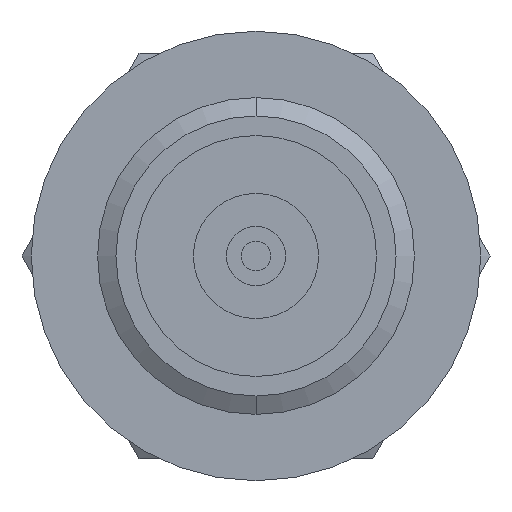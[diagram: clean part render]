
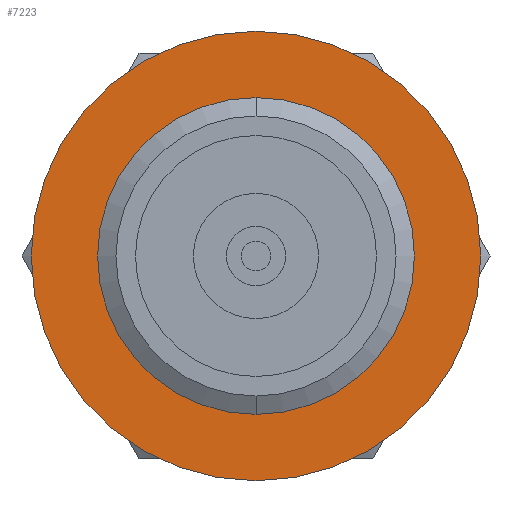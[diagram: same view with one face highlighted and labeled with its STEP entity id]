
A CAD part, front view. The second image highlights one B-rep face of the part: STEP entity #7223.
In plain terms, the highlighted planar face has unit normal (0, -1, 0).
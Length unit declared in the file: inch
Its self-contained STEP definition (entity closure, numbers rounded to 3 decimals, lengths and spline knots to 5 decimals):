
#11 = VERTEX_POINT ( 'NONE', #3016 ) ;
#179 = DIRECTION ( 'NONE',  ( 0., 0., 1. ) ) ;
#547 = CARTESIAN_POINT ( 'NONE',  ( 0., -0.02559, 0.19 ) ) ;
#791 = PLANE ( 'NONE',  #8129 ) ;
#830 = CIRCLE ( 'NONE', #5051, 0.19 ) ;
#1095 = CARTESIAN_POINT ( 'NONE',  ( 0., -0.02559, 0. ) ) ;
#1477 = CARTESIAN_POINT ( 'NONE',  ( 0., -0.02559, 0. ) ) ;
#1613 = ORIENTED_EDGE ( 'NONE', *, *, #6979, .F. ) ;
#1945 = DIRECTION ( 'NONE',  ( 0., -1., 0. ) ) ;
#2124 = CARTESIAN_POINT ( 'NONE',  ( 0., -0.02559, 0.305 ) ) ;
#2152 = FACE_OUTER_BOUND ( 'NONE', #4479, .T. ) ;
#2731 = FACE_BOUND ( 'NONE', #6951, .T. ) ;
#2908 = DIRECTION ( 'NONE',  ( 0., 1., 0. ) ) ;
#3009 = ORIENTED_EDGE ( 'NONE', *, *, #5599, .F. ) ;
#3016 = CARTESIAN_POINT ( 'NONE',  ( 0., -0.02559, -0.19 ) ) ;
#3162 = ORIENTED_EDGE ( 'NONE', *, *, #7943, .F. ) ;
#3350 = DIRECTION ( 'NONE',  ( 0., 0., 1. ) ) ;
#3835 = VERTEX_POINT ( 'NONE', #2124 ) ;
#4237 = CIRCLE ( 'NONE', #8789, 0.305 ) ;
#4276 = VERTEX_POINT ( 'NONE', #7419 ) ;
#4311 = DIRECTION ( 'NONE',  ( 0., -1., 0. ) ) ;
#4479 = EDGE_LOOP ( 'NONE', ( #3162, #4790 ) ) ;
#4790 = ORIENTED_EDGE ( 'NONE', *, *, #6547, .F. ) ;
#5051 = AXIS2_PLACEMENT_3D ( 'NONE', #7983, #4311, #179 ) ;
#5414 = CARTESIAN_POINT ( 'NONE',  ( 0., -0.02559, 0. ) ) ;
#5599 = EDGE_CURVE ( 'NONE', #11, #6564, #6788, .T. ) ;
#5720 = DIRECTION ( 'NONE',  ( 0., 1., 0. ) ) ;
#6372 = CARTESIAN_POINT ( 'NONE',  ( 0., -0.02559, 0. ) ) ;
#6522 = CIRCLE ( 'NONE', #8143, 0.305 ) ;
#6547 = EDGE_CURVE ( 'NONE', #3835, #4276, #4237, .T. ) ;
#6564 = VERTEX_POINT ( 'NONE', #547 ) ;
#6788 = CIRCLE ( 'NONE', #7070, 0.19 ) ;
#6951 = EDGE_LOOP ( 'NONE', ( #1613, #3009 ) ) ;
#6979 = EDGE_CURVE ( 'NONE', #6564, #11, #830, .T. ) ;
#7064 = DIRECTION ( 'NONE',  ( 0., 0., 1. ) ) ;
#7070 = AXIS2_PLACEMENT_3D ( 'NONE', #5414, #1945, #3350 ) ;
#7223 = ADVANCED_FACE ( 'NONE', ( #2731, #2152 ), #791, .F. ) ;
#7419 = CARTESIAN_POINT ( 'NONE',  ( 0., -0.02559, -0.305 ) ) ;
#7433 = DIRECTION ( 'NONE',  ( 0., 0., 1. ) ) ;
#7821 = DIRECTION ( 'NONE',  ( 0., 0., 1. ) ) ;
#7943 = EDGE_CURVE ( 'NONE', #4276, #3835, #6522, .T. ) ;
#7983 = CARTESIAN_POINT ( 'NONE',  ( 0., -0.02559, 0. ) ) ;
#8129 = AXIS2_PLACEMENT_3D ( 'NONE', #1477, #5720, #7821 ) ;
#8143 = AXIS2_PLACEMENT_3D ( 'NONE', #6372, #2908, #7064 ) ;
#8777 = DIRECTION ( 'NONE',  ( 0., 1., 0. ) ) ;
#8789 = AXIS2_PLACEMENT_3D ( 'NONE', #1095, #8777, #7433 ) ;
